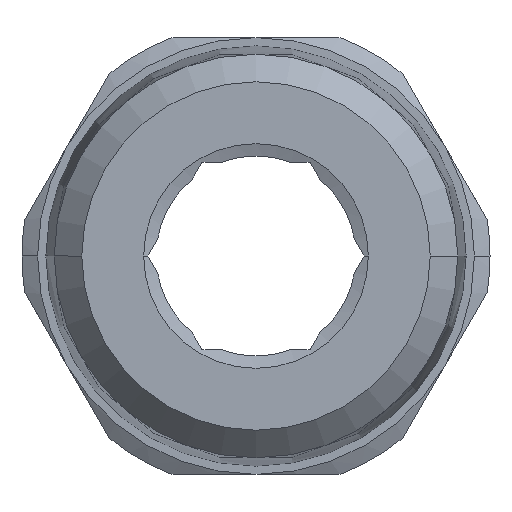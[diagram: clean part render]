
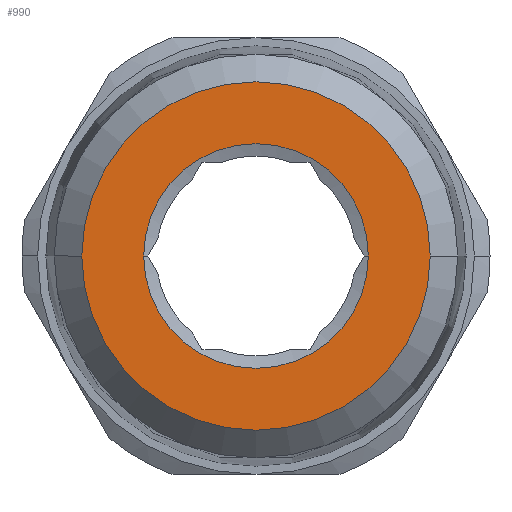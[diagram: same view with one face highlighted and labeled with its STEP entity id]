
A CAD part, front view. The second image highlights one B-rep face of the part: STEP entity #990.
In plain terms, the highlighted planar face has unit normal (0, -1, 0).
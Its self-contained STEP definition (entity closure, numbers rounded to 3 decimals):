
#990=ADVANCED_FACE('',(#2567,#2568),#2569,.T.);
#2567=FACE_OUTER_BOUND('',#4943,.T.);
#2568=FACE_BOUND('',#4944,.T.);
#2569=PLANE('',#4945);
#4943=EDGE_LOOP('',(#9206,#9207));
#4944=EDGE_LOOP('',(#9208,#9209));
#4945=AXIS2_PLACEMENT_3D('',#9210,#9211,#9212);
#9206=ORIENTED_EDGE('',*,*,#15201,.F.);
#9207=ORIENTED_EDGE('',*,*,#15370,.F.);
#9208=ORIENTED_EDGE('',*,*,#15371,.T.);
#9209=ORIENTED_EDGE('',*,*,#15372,.T.);
#9210=CARTESIAN_POINT('',(0.0,-14.5,0.0));
#9211=DIRECTION('',(0.0,-1.0,0.0));
#9212=DIRECTION('',(0.0,0.0,-1.0));
#15201=EDGE_CURVE('',#18092,#18090,#18094,.T.);
#15370=EDGE_CURVE('',#18090,#18092,#18378,.T.);
#15371=EDGE_CURVE('',#18379,#18380,#18381,.T.);
#15372=EDGE_CURVE('',#18380,#18379,#18382,.T.);
#18090=VERTEX_POINT('',#22276);
#18092=VERTEX_POINT('',#22279);
#18094=CIRCLE('',#22282,5.583);
#18378=CIRCLE('',#22745,5.583);
#18379=VERTEX_POINT('',#22746);
#18380=VERTEX_POINT('',#22747);
#18381=CIRCLE('',#22748,3.6);
#18382=CIRCLE('',#22749,3.6);
#22276=CARTESIAN_POINT('',(5.583,-14.5,0.));
#22279=CARTESIAN_POINT('',(-5.583,-14.5,0.0));
#22282=AXIS2_PLACEMENT_3D('',#28426,#28427,#28428);
#22745=AXIS2_PLACEMENT_3D('',#28605,#28606,#28607);
#22746=CARTESIAN_POINT('',(-3.6,-14.5,0.0));
#22747=CARTESIAN_POINT('',(3.6,-14.5,0.));
#22748=AXIS2_PLACEMENT_3D('',#28608,#28609,#28610);
#22749=AXIS2_PLACEMENT_3D('',#28611,#28612,#28613);
#28426=CARTESIAN_POINT('',(0.0,-14.5,0.0));
#28427=DIRECTION('',(-0.0,1.0,0.0));
#28428=DIRECTION('',(1.0,0.0,0.0));
#28605=CARTESIAN_POINT('',(0.0,-14.5,0.0));
#28606=DIRECTION('',(-0.0,1.0,0.0));
#28607=DIRECTION('',(1.0,0.0,0.0));
#28608=CARTESIAN_POINT('',(0.0,-14.5,0.0));
#28609=DIRECTION('',(0.0,1.0,0.0));
#28610=DIRECTION('',(-1.0,0.0,0.0));
#28611=CARTESIAN_POINT('',(0.0,-14.5,0.0));
#28612=DIRECTION('',(0.0,1.0,0.0));
#28613=DIRECTION('',(-1.0,0.0,0.0));
